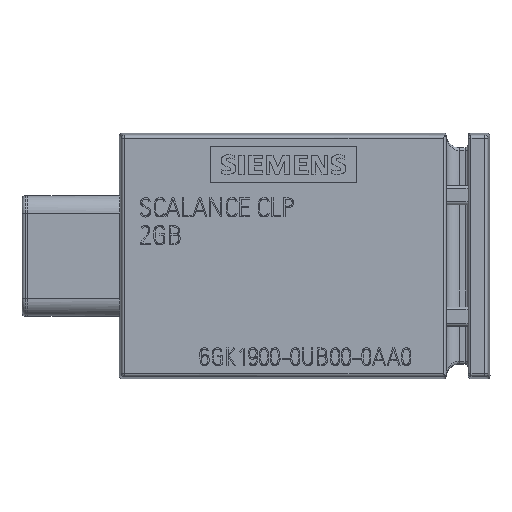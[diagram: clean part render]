
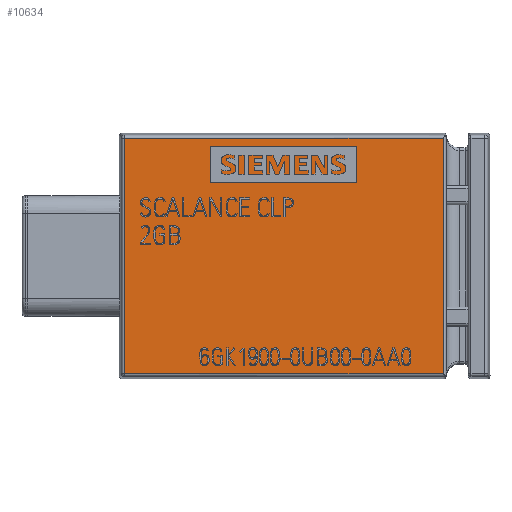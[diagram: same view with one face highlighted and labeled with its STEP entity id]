
A CAD part, top view. The second image highlights one B-rep face of the part: STEP entity #10634.
In plain terms, the highlighted planar face has unit normal (0, 0, 1).
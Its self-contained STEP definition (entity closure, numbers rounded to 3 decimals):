
#2385 = ORIENTED_EDGE ( 'NONE', *, *, #4024, .T. ) ;
#2394 = CARTESIAN_POINT ( 'NONE',  ( 0., 0., 5.8 ) ) ;
#4024 = EDGE_CURVE ( 'NONE', #13950, #10404, #15823, .T. ) ;
#4219 = AXIS2_PLACEMENT_3D ( 'NONE', #2394, #27976, #20870 ) ;
#4469 = EDGE_CURVE ( 'NONE', #10404, #11731, #28473, .T. ) ;
#4675 = VECTOR ( 'NONE', #14612, 1000. ) ;
#5320 = EDGE_LOOP ( 'NONE', ( #22582, #2385, #29115, #14335 ) ) ;
#5481 = DIRECTION ( 'NONE',  ( 0., 1., 0. ) ) ;
#9279 = DIRECTION ( 'NONE',  ( 0., -1., 0. ) ) ;
#10404 = VERTEX_POINT ( 'NONE', #25967 ) ;
#10634 = ADVANCED_FACE ( 'NONE', ( #17904 ), #25108, .F. ) ;
#11731 = VERTEX_POINT ( 'NONE', #24795 ) ;
#12800 = CARTESIAN_POINT ( 'NONE',  ( -9.01, -8.051, 5.8 ) ) ;
#13950 = VERTEX_POINT ( 'NONE', #12800 ) ;
#14335 = ORIENTED_EDGE ( 'NONE', *, *, #18067, .T. ) ;
#14612 = DIRECTION ( 'NONE',  ( -1., 0., 0. ) ) ;
#15460 = CARTESIAN_POINT ( 'NONE',  ( -9.01, 8.05, 5.8 ) ) ;
#15823 = LINE ( 'NONE', #29145, #27619 ) ;
#15825 = VERTEX_POINT ( 'NONE', #15460 ) ;
#16556 = CARTESIAN_POINT ( 'NONE',  ( -9.01, -8.246, 5.8 ) ) ;
#17904 = FACE_OUTER_BOUND ( 'NONE', #5320, .T. ) ;
#18067 = EDGE_CURVE ( 'NONE', #11731, #15825, #21885, .T. ) ;
#20712 = VECTOR ( 'NONE', #5481, 1000. ) ;
#20870 = DIRECTION ( 'NONE',  ( -1., 0., 0. ) ) ;
#21133 = VECTOR ( 'NONE', #9279, 1000. ) ;
#21863 = LINE ( 'NONE', #16556, #21133 ) ;
#21885 = LINE ( 'NONE', #28811, #4675 ) ;
#22582 = ORIENTED_EDGE ( 'NONE', *, *, #24213, .T. ) ;
#24030 = CARTESIAN_POINT ( 'NONE',  ( 12.795, 0., 5.8 ) ) ;
#24213 = EDGE_CURVE ( 'NONE', #15825, #13950, #21863, .T. ) ;
#24795 = CARTESIAN_POINT ( 'NONE',  ( 12.795, 8.05, 5.8 ) ) ;
#25108 = PLANE ( 'NONE',  #4219 ) ;
#25967 = CARTESIAN_POINT ( 'NONE',  ( 12.795, -8.051, 5.8 ) ) ;
#27085 = DIRECTION ( 'NONE',  ( 1., 0., 0. ) ) ;
#27619 = VECTOR ( 'NONE', #27085, 1000. ) ;
#27976 = DIRECTION ( 'NONE',  ( 0., 0., -1. ) ) ;
#28473 = LINE ( 'NONE', #24030, #20712 ) ;
#28811 = CARTESIAN_POINT ( 'NONE',  ( -9.205, 8.05, 5.8 ) ) ;
#29115 = ORIENTED_EDGE ( 'NONE', *, *, #4469, .T. ) ;
#29145 = CARTESIAN_POINT ( 'NONE',  ( 12.996, -8.051, 5.8 ) ) ;
